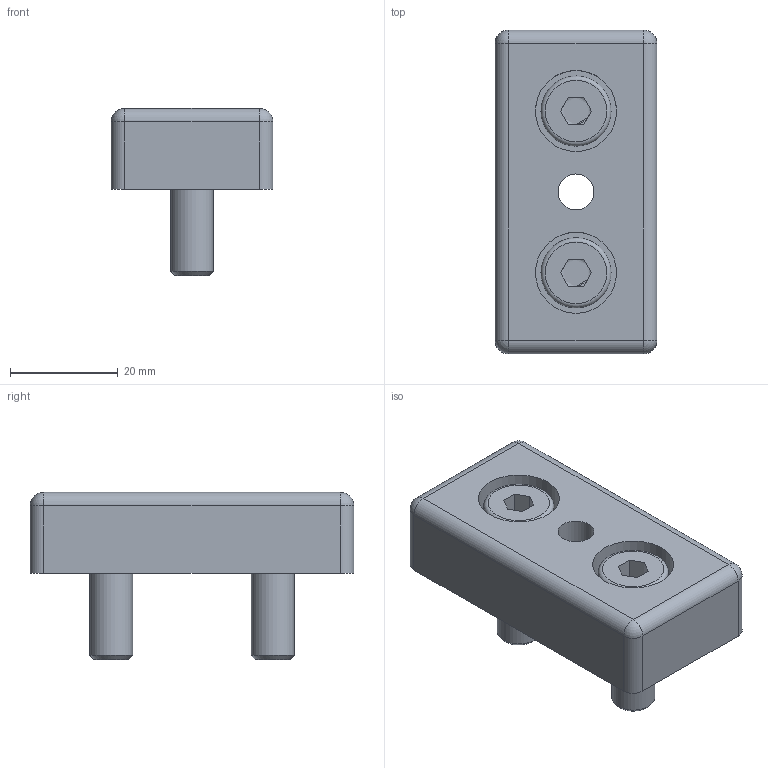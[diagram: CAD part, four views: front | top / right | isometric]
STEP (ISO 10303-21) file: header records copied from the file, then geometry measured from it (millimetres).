
FILE_DESCRIPTION(/* description */ ('Anschlussplatte 30x60 M08 leitfähig'),/* implementation_level */ '2;1');
FILE_NAME(/* name */ 'leer-00_Anschlussplatte 30x60 M08 leitfhig.step',/* time_stamp */ '2024-08-23T10:26:41+02:00',/* author */ ('MuellerJ'),/* organization */ ('MiniTec GmbH & Co.KG'),/* preprocessor_version */ 'ST-DEVELOPER v19.2',/* originating_system */ 'Autodesk Inventor 2023',/* authorisation */ '');
FILE_SCHEMA (('CONFIG_CONTROL_DESIGN'));
Length unit declared in the file: millimetre
Products named in the file (3): leer; 21-2114-1FZ.000; leer_1
Assembly tree (3 placements, depth 2):
  leer
    21-2114-1FZ.000
    leer_1  x2
Bounding box: 30 x 60 x 31 mm (x, y, z)
Volume: 26525.5 mm3; surface area: 9381.9 mm2
Topology: 3 solids, 3 shells, 55 faces, 127 edges, 78 vertices
Faces by surface type: plane 26, cylinder 17, sphere 4, torus 4, cone 4
Full cylindrical faces by diameter (mm): 6.647 x1, 8 x2, 9 x2, 13 x2, 15 x2
Entity records: 1241 total; most frequent: DIRECTION 209, CARTESIAN_POINT 200, ORIENTED_EDGE 172, EDGE_CURVE 86, AXIS2_PLACEMENT_3D 84, VERTEX_POINT 54, EDGE_LOOP 50, LINE 41
